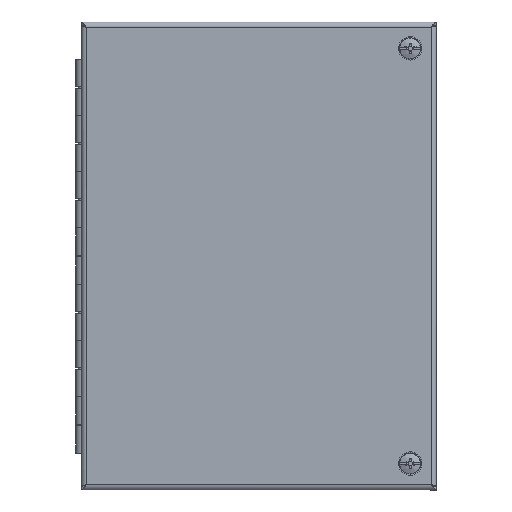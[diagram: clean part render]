
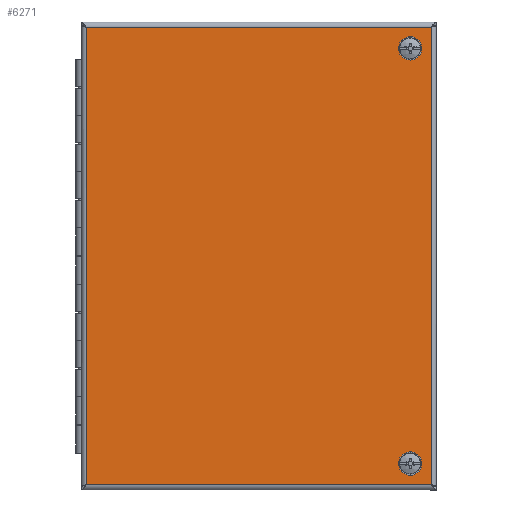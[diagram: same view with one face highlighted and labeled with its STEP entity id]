
A CAD part, top view. The second image highlights one B-rep face of the part: STEP entity #6271.
In plain terms, the highlighted planar face has unit normal (0, 0, 1).
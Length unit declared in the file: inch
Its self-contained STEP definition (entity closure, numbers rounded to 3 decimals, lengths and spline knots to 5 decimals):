
#318=FACE_BOUND('',#1160,.T.);
#319=FACE_BOUND('',#1161,.T.);
#482=PLANE('',#6929);
#773=FACE_OUTER_BOUND('',#1159,.T.);
#1159=EDGE_LOOP('',(#5129,#5130,#5131,#5132));
#1160=EDGE_LOOP('',(#5133));
#1161=EDGE_LOOP('',(#5134));
#1672=LINE('',#10331,#2226);
#1704=LINE('',#10689,#2258);
#1708=LINE('',#10705,#2262);
#1709=LINE('',#10709,#2263);
#2226=VECTOR('',#8152,0.3937);
#2258=VECTOR('',#8214,0.3937);
#2262=VECTOR('',#8234,0.3937);
#2263=VECTOR('',#8241,0.3937);
#2494=CIRCLE('',#6919,0.14063);
#2496=CIRCLE('',#6922,0.14063);
#2900=VERTEX_POINT('',#10201);
#2920=VERTEX_POINT('',#10330);
#2931=VERTEX_POINT('',#10429);
#2941=VERTEX_POINT('',#10625);
#2942=VERTEX_POINT('',#10691);
#2944=VERTEX_POINT('',#10697);
#3654=EDGE_CURVE('',#2920,#2900,#1672,.T.);
#3704=EDGE_CURVE('',#2931,#2941,#1704,.T.);
#3705=EDGE_CURVE('',#2942,#2942,#2494,.T.);
#3708=EDGE_CURVE('',#2944,#2944,#2496,.T.);
#3712=EDGE_CURVE('',#2900,#2931,#1708,.T.);
#3713=EDGE_CURVE('',#2941,#2920,#1709,.T.);
#5129=ORIENTED_EDGE('',*,*,#3654,.T.);
#5130=ORIENTED_EDGE('',*,*,#3712,.T.);
#5131=ORIENTED_EDGE('',*,*,#3704,.T.);
#5132=ORIENTED_EDGE('',*,*,#3713,.T.);
#5133=ORIENTED_EDGE('',*,*,#3705,.T.);
#5134=ORIENTED_EDGE('',*,*,#3708,.T.);
#6271=ADVANCED_FACE('',(#773,#318,#319),#482,.T.);
#6919=AXIS2_PLACEMENT_3D('',#10692,#8217,#8218);
#6922=AXIS2_PLACEMENT_3D('',#10698,#8224,#8225);
#6929=AXIS2_PLACEMENT_3D('',#10710,#8242,#8243);
#8152=DIRECTION('',(0.,-1.,0.));
#8214=DIRECTION('',(0.,1.,0.));
#8217=DIRECTION('center_axis',(0.,0.,-1.));
#8218=DIRECTION('ref_axis',(-1.,0.,0.));
#8224=DIRECTION('center_axis',(0.,0.,-1.));
#8225=DIRECTION('ref_axis',(-1.,0.,0.));
#8234=DIRECTION('',(1.,0.,0.));
#8241=DIRECTION('',(-1.,0.,0.));
#8242=DIRECTION('center_axis',(0.,0.,1.));
#8243=DIRECTION('ref_axis',(1.,0.,0.));
#10201=CARTESIAN_POINT('',(-3.066,-4.066,0.059));
#10330=CARTESIAN_POINT('',(-3.066,4.066,0.059));
#10331=CARTESIAN_POINT('',(-3.066,2.033,0.059));
#10429=CARTESIAN_POINT('',(3.066,-4.066,0.059));
#10625=CARTESIAN_POINT('',(3.066,4.066,0.059));
#10689=CARTESIAN_POINT('',(3.066,-2.033,0.059));
#10691=CARTESIAN_POINT('',(2.82813,-3.6875,0.059));
#10692=CARTESIAN_POINT('Origin',(2.6875,-3.6875,0.059));
#10697=CARTESIAN_POINT('',(2.82813,3.6875,0.059));
#10698=CARTESIAN_POINT('Origin',(2.6875,3.6875,0.059));
#10705=CARTESIAN_POINT('',(-1.533,-4.066,0.059));
#10709=CARTESIAN_POINT('',(1.533,4.066,0.059));
#10710=CARTESIAN_POINT('Origin',(0.,0.,
0.059));
